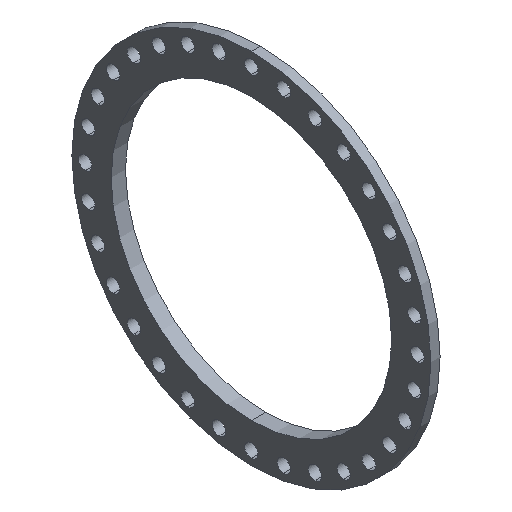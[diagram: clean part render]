
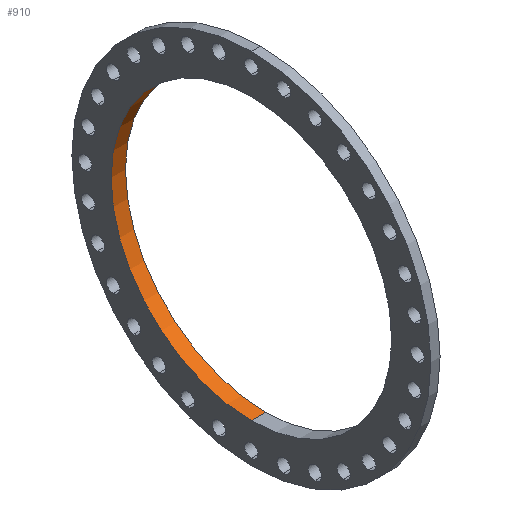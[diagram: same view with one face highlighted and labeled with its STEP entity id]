
A CAD part, isometric view. The second image highlights one B-rep face of the part: STEP entity #910.
In plain terms, the highlighted cylindrical face has radius 434.181 mm (diameter 868.362 mm), a partial arc.
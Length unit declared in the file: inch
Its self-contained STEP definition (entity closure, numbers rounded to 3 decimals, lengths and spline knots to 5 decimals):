
#230 = EDGE_CURVE ( 'NONE', #994, #2051, #1485, .T. ) ;
#283 = CARTESIAN_POINT ( 'NONE',  ( -0.13764, 0., 17.09375 ) ) ;
#290 = AXIS2_PLACEMENT_3D ( 'NONE', #1669, #1866, #2732 ) ;
#476 = CARTESIAN_POINT ( 'NONE',  ( 1.61236, 0., 17.09375 ) ) ;
#477 = EDGE_LOOP ( 'NONE', ( #756, #968, #1325, #2630 ) ) ;
#526 = CARTESIAN_POINT ( 'NONE',  ( 1.61236, 0., -17.09375 ) ) ;
#623 = EDGE_CURVE ( 'NONE', #2051, #2196, #1210, .T. ) ;
#756 = ORIENTED_EDGE ( 'NONE', *, *, #623, .F. ) ;
#822 = CYLINDRICAL_SURFACE ( 'NONE', #290, 17.09375 ) ;
#910 = ADVANCED_FACE ( 'NONE', ( #2498 ), #822, .F. ) ;
#945 = DIRECTION ( 'NONE',  ( -1., 0., 0. ) ) ;
#968 = ORIENTED_EDGE ( 'NONE', *, *, #230, .F. ) ;
#994 = VERTEX_POINT ( 'NONE', #476 ) ;
#1001 = CARTESIAN_POINT ( 'NONE',  ( 0., 0., -17.09375 ) ) ;
#1032 = DIRECTION ( 'NONE',  ( 0., 0., 1. ) ) ;
#1210 = LINE ( 'NONE', #1001, #2211 ) ;
#1325 = ORIENTED_EDGE ( 'NONE', *, *, #1447, .T. ) ;
#1338 = CIRCLE ( 'NONE', #2511, 17.09375 ) ;
#1447 = EDGE_CURVE ( 'NONE', #994, #1929, #1594, .T. ) ;
#1485 = CIRCLE ( 'NONE', #1664, 17.09375 ) ;
#1522 = EDGE_CURVE ( 'NONE', #1929, #2196, #1338, .T. ) ;
#1583 = DIRECTION ( 'NONE',  ( -1., 0., 0. ) ) ;
#1594 = LINE ( 'NONE', #2013, #2374 ) ;
#1638 = DIRECTION ( 'NONE',  ( -1., 0., 0. ) ) ;
#1664 = AXIS2_PLACEMENT_3D ( 'NONE', #2735, #1672, #1032 ) ;
#1669 = CARTESIAN_POINT ( 'NONE',  ( 0., 0., 0. ) ) ;
#1672 = DIRECTION ( 'NONE',  ( -1., 0., 0. ) ) ;
#1866 = DIRECTION ( 'NONE',  ( -1., 0., 0. ) ) ;
#1929 = VERTEX_POINT ( 'NONE', #283 ) ;
#2013 = CARTESIAN_POINT ( 'NONE',  ( 0., 0., 17.09375 ) ) ;
#2051 = VERTEX_POINT ( 'NONE', #526 ) ;
#2073 = DIRECTION ( 'NONE',  ( 0., 0., 1. ) ) ;
#2196 = VERTEX_POINT ( 'NONE', #2606 ) ;
#2211 = VECTOR ( 'NONE', #1638, 39.37008 ) ;
#2374 = VECTOR ( 'NONE', #945, 39.37008 ) ;
#2464 = CARTESIAN_POINT ( 'NONE',  ( -0.13764, 0., 0. ) ) ;
#2498 = FACE_OUTER_BOUND ( 'NONE', #477, .T. ) ;
#2511 = AXIS2_PLACEMENT_3D ( 'NONE', #2464, #1583, #2073 ) ;
#2606 = CARTESIAN_POINT ( 'NONE',  ( -0.13764, 0., -17.09375 ) ) ;
#2630 = ORIENTED_EDGE ( 'NONE', *, *, #1522, .T. ) ;
#2732 = DIRECTION ( 'NONE',  ( 0., 0., 1. ) ) ;
#2735 = CARTESIAN_POINT ( 'NONE',  ( 1.61236, 0., 0. ) ) ;
